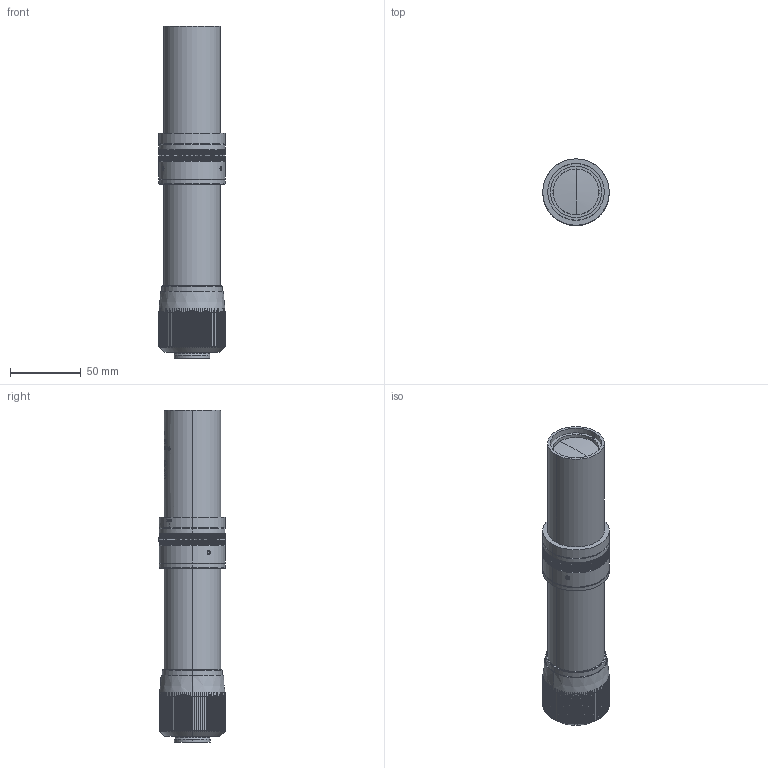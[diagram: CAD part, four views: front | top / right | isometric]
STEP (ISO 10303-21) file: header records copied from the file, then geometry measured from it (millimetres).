
FILE_DESCRIPTION (( 'STEP AP203' ), '1' );
FILE_NAME ('S5LPJ6420_01.STEP', '2022-02-23T09:51:57', ( '' ), ( '' ), 'SwSTEP 2.0', 'SolidWorks 2021', '' );
FILE_SCHEMA (( 'CONFIG_CONTROL_DESIGN' ));
Length unit declared in the file: millimetre
Products named in the file (13): 542007; 588209; DIN 913 - M3 x 2.5-N_DIN 913 - M3 x 2.5-N; 588202_S5LPJ6420; S5LDX6420; 588207; 588204_r„ndel; 588208_mit R„ndel; S5LMN6420; 588206; 588203; S5LPJ6420_01; 279103
Assembly tree (17 placements, depth 2):
  S5LPJ6420_01
    S5LDX6420
    S5LMN6420
    588202_S5LPJ6420
    588203
    588206
    279103
    588204_r„ndel
    588207
    DIN 913 - M3 x 2.5-N_DIN 913 - M3 x 2.5-N  x6
    542007
    588208_mit R„ndel
    588209
Bounding box: 47 x 47.4 x 234.96 mm (x, y, z)
Volume: 140180.4 mm3; surface area: 93427.6 mm2
Topology: 17 solids, 17 shells, 1844 faces, 4682 edges, 2974 vertices
Faces by surface type: plane 924, bspline 333, cylinder 319, cone 228, torus 32, sphere 8
Entity records: 86779 total; most frequent: CARTESIAN_POINT 46324, ORIENTED_EDGE 9044, DIRECTION 6557, EDGE_CURVE 4522, VERTEX_POINT 2874, AXIS2_PLACEMENT_3D 2458, EDGE_LOOP 1898, B_SPLINE_CURVE_WITH_KNOTS 1855
